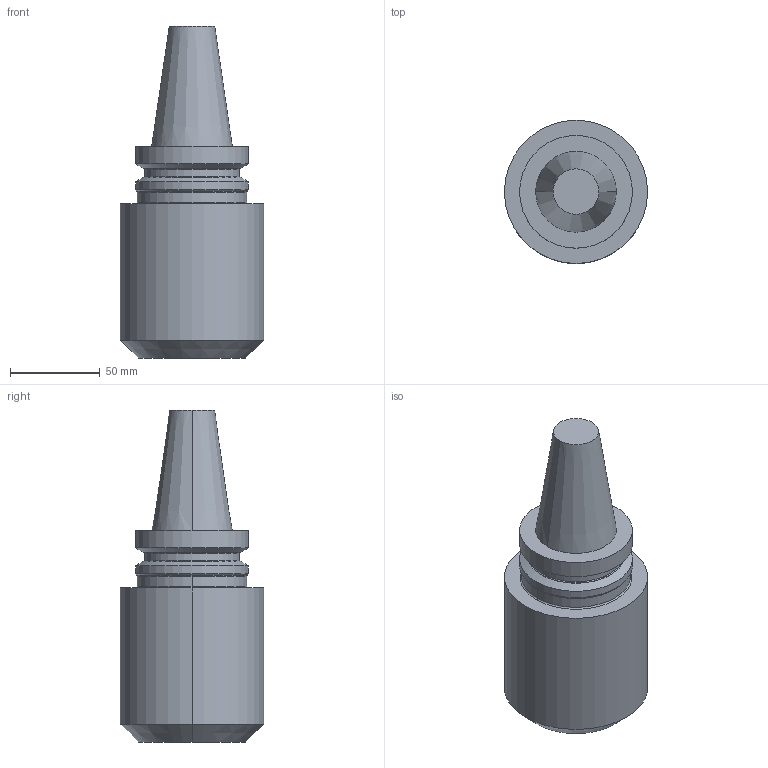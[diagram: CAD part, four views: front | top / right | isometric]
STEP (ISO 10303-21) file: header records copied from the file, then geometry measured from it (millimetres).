
FILE_DESCRIPTION(/* description */ (''),/* implementation_level */ '2;1');
FILE_NAME(/* name */ 'BT.40ADB-W.40.120.stp',/* time_stamp */ '2024-08-10T14:56:43+02:00',/* author */ (''),/* organization */ (''),/* preprocessor_version */ 'ST-DEVELOPER v16.7',/* originating_system */ 'SIEMENS PLM Software NX 12.0',/* authorisation */ '');
FILE_SCHEMA (('AUTOMOTIVE_DESIGN { 1 0 10303 214 3 1 1 1 }'));
Length unit declared in the file: millimetre
Products named in the file (1): pf669230DC3505jh
Bounding box: 80 x 80 x 185.4 mm (x, y, z)
Volume: 579811.7 mm3; surface area: 43851.8 mm2
Topology: 1 solids, 1 shells, 27 faces, 50 edges, 29 vertices
Faces by surface type: cone 8, cylinder 7, plane 6, torus 6
Full cylindrical faces by diameter (mm): 53 x1, 63 x2
Entity records: 719 total; most frequent: DIRECTION 140, CARTESIAN_POINT 107, ORIENTED_EDGE 90, AXIS2_PLACEMENT_3D 64, EDGE_CURVE 45, EDGE_LOOP 38, CIRCLE 33, VERTEX_POINT 31
